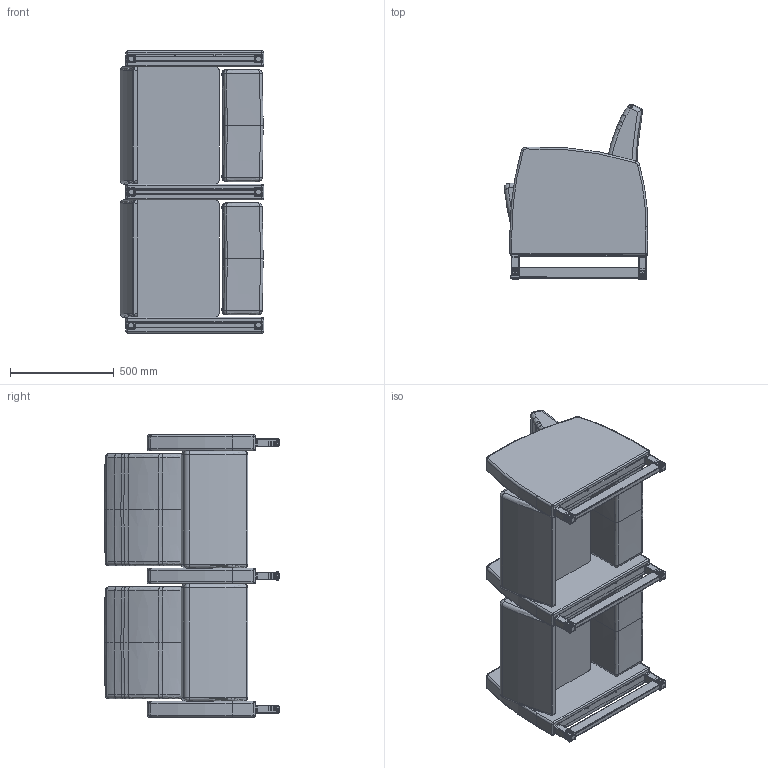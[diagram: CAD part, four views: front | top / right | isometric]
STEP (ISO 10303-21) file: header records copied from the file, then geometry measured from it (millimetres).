
FILE_DESCRIPTION(/* description */ (''),/* implementation_level */ '2;1');
FILE_NAME(/* name */ 'KOU29IF.stp',/* time_stamp */ '2018-05-23T08:33:45-04:00',/* author */ ('emehringer'),/* organization */ (''),/* preprocessor_version */ 'ST-DEVELOPER v16.13',/* originating_system */ 'Autodesk Inventor 2018',/* authorisation */ '');
FILE_SCHEMA (('AUTOMOTIVE_DESIGN { 1 0 10303 214 3 1 1 }'));
Length unit declared in the file: inch
Products named in the file (8): KOU29IF; KOU10 NEW BACK; KOU10 SEAT; KOU10 UARM; KOU19SLED; LEG CAP 1.5-1; LEG CAP 1.5-1_1; GLD BLK 5-16
Assembly tree (18 placements, depth 3):
  KOU29IF
    KOU10 NEW BACK  x2
    KOU10 SEAT  x2
    KOU10 UARM  x3
    KOU19SLED  x3
    LEG CAP 1.5-1  x6
      LEG CAP 1.5-1_1
      GLD BLK 5-16
Bounding box: 691.92 x 841.3 x 1358.9 mm (x, y, z)
Volume: 263153709.2 mm3; surface area: 7358309.3 mm2
Topology: 31 solids, 43 shells, 4563 faces, 9759 edges, 5282 vertices
Faces by surface type: cylinder 1412, bspline 1018, torus 994, plane 989, sphere 120, cone 30
Full cylindrical faces by diameter (mm): 6.528 x12, 7.925 x12, 7.938 x6, 9.525 x6, 9.906 x12, 11.989 x6, 31.75 x6
Entity records: 34584 total; most frequent: CARTESIAN_POINT 15920, ORIENTED_EDGE 3910, DIRECTION 3618, EDGE_CURVE 1957, AXIS2_PLACEMENT_3D 1454, VERTEX_POINT 1091, EDGE_LOOP 934, FACE_OUTER_BOUND 902
